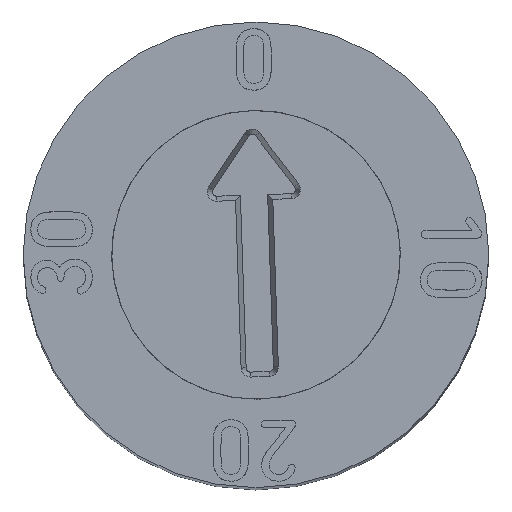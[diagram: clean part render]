
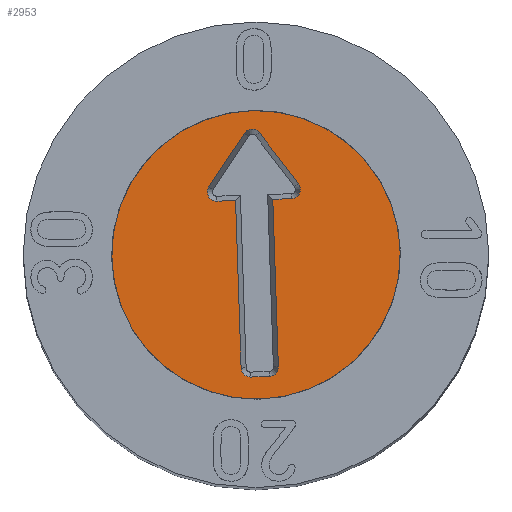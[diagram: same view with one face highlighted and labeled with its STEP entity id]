
A CAD part, top view. The second image highlights one B-rep face of the part: STEP entity #2953.
In plain terms, the highlighted planar face has unit normal (0, 0, 1).
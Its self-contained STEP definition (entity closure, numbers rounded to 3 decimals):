
#77=CIRCLE('',#3103,0.1);
#79=CIRCLE('',#3107,0.1);
#81=CIRCLE('',#3111,0.1);
#83=CIRCLE('',#3116,0.1);
#85=CIRCLE('',#3120,0.1);
#94=CIRCLE('',#3137,1.55);
#116=FACE_BOUND('',#501,.T.);
#154=PLANE('',#3138);
#318=FACE_OUTER_BOUND('',#500,.T.);
#500=EDGE_LOOP('',(#2657));
#501=EDGE_LOOP('',(#2658,#2659,#2660,#2661,#2662,#2663,#2664,#2665,#2666,
#2667,#2668,#2669));
#662=LINE('',#5836,#848);
#665=LINE('',#5842,#851);
#669=LINE('',#5854,#855);
#673=LINE('',#5866,#859);
#677=LINE('',#5878,#863);
#680=LINE('',#5884,#866);
#684=LINE('',#5896,#870);
#848=VECTOR('',#3427,10.);
#851=VECTOR('',#3432,10.);
#855=VECTOR('',#3444,10.);
#859=VECTOR('',#3456,10.);
#863=VECTOR('',#3468,10.);
#866=VECTOR('',#3473,10.);
#870=VECTOR('',#3485,10.);
#1341=VERTEX_POINT('',#5833);
#1342=VERTEX_POINT('',#5835);
#1344=VERTEX_POINT('',#5841);
#1346=VERTEX_POINT('',#5847);
#1348=VERTEX_POINT('',#5853);
#1350=VERTEX_POINT('',#5859);
#1352=VERTEX_POINT('',#5865);
#1354=VERTEX_POINT('',#5871);
#1356=VERTEX_POINT('',#5877);
#1358=VERTEX_POINT('',#5883);
#1360=VERTEX_POINT('',#5889);
#1362=VERTEX_POINT('',#5895);
#1370=VERTEX_POINT('',#5927);
#1758=EDGE_CURVE('',#1342,#1341,#662,.T.);
#1761=EDGE_CURVE('',#1344,#1342,#665,.T.);
#1764=EDGE_CURVE('',#1346,#1344,#77,.T.);
#1767=EDGE_CURVE('',#1348,#1346,#669,.T.);
#1770=EDGE_CURVE('',#1350,#1348,#79,.T.);
#1773=EDGE_CURVE('',#1352,#1350,#673,.T.);
#1776=EDGE_CURVE('',#1354,#1352,#81,.T.);
#1779=EDGE_CURVE('',#1356,#1354,#677,.T.);
#1782=EDGE_CURVE('',#1358,#1356,#680,.T.);
#1785=EDGE_CURVE('',#1360,#1358,#83,.T.);
#1788=EDGE_CURVE('',#1362,#1360,#684,.T.);
#1791=EDGE_CURVE('',#1341,#1362,#85,.T.);
#1803=EDGE_CURVE('',#1370,#1370,#94,.T.);
#2657=ORIENTED_EDGE('',*,*,#1803,.F.);
#2658=ORIENTED_EDGE('',*,*,#1758,.T.);
#2659=ORIENTED_EDGE('',*,*,#1791,.T.);
#2660=ORIENTED_EDGE('',*,*,#1788,.T.);
#2661=ORIENTED_EDGE('',*,*,#1785,.T.);
#2662=ORIENTED_EDGE('',*,*,#1782,.T.);
#2663=ORIENTED_EDGE('',*,*,#1779,.T.);
#2664=ORIENTED_EDGE('',*,*,#1776,.T.);
#2665=ORIENTED_EDGE('',*,*,#1773,.T.);
#2666=ORIENTED_EDGE('',*,*,#1770,.T.);
#2667=ORIENTED_EDGE('',*,*,#1767,.T.);
#2668=ORIENTED_EDGE('',*,*,#1764,.T.);
#2669=ORIENTED_EDGE('',*,*,#1761,.T.);
#2953=ADVANCED_FACE('',(#318,#116),#154,.F.);
#3103=AXIS2_PLACEMENT_3D('',#5848,#3438,#3439);
#3107=AXIS2_PLACEMENT_3D('',#5860,#3450,#3451);
#3111=AXIS2_PLACEMENT_3D('',#5872,#3462,#3463);
#3116=AXIS2_PLACEMENT_3D('',#5890,#3479,#3480);
#3120=AXIS2_PLACEMENT_3D('',#5900,#3491,#3492);
#3137=AXIS2_PLACEMENT_3D('',#5928,#3528,#3529);
#3138=AXIS2_PLACEMENT_3D('',#5930,#3531,#3532);
#3427=DIRECTION('',(0.,1.,0.));
#3432=DIRECTION('',(1.,0.,0.));
#3438=DIRECTION('center_axis',(0.,0.,-1.));
#3439=DIRECTION('ref_axis',(0.,1.,0.));
#3444=DIRECTION('',(-0.581,0.814,0.));
#3450=DIRECTION('center_axis',(0.,0.,-1.));
#3451=DIRECTION('ref_axis',(-0.814,-0.581,0.));
#3456=DIRECTION('',(-0.581,-0.814,0.));
#3462=DIRECTION('center_axis',(0.,0.,-1.));
#3463=DIRECTION('ref_axis',(0.814,-0.581,0.));
#3468=DIRECTION('',(1.,0.,0.));
#3473=DIRECTION('',(0.,-1.,0.));
#3479=DIRECTION('center_axis',(0.,0.,-1.));
#3480=DIRECTION('ref_axis',(1.,0.,0.));
#3485=DIRECTION('',(1.,0.,0.));
#3491=DIRECTION('center_axis',(0.,0.,-1.));
#3492=DIRECTION('ref_axis',(0.,1.,0.));
#3528=DIRECTION('center_axis',(0.,0.,-1.));
#3529=DIRECTION('ref_axis',(-1.,0.,0.));
#3531=DIRECTION('center_axis',(0.,0.,-1.));
#3532=DIRECTION('ref_axis',(-1.,0.,0.));
#5833=CARTESIAN_POINT('',(-0.2,1.21,2.));
#5835=CARTESIAN_POINT('',(-0.2,-0.59,2.));
#5836=CARTESIAN_POINT('',(-0.2,0.605,2.));
#5841=CARTESIAN_POINT('',(-0.4,-0.59,2.));
#5842=CARTESIAN_POINT('',(-0.1,-0.59,2.));
#5847=CARTESIAN_POINT('',(-0.481,-0.748,2.));
#5848=CARTESIAN_POINT('Origin',(-0.4,-0.69,2.));
#5853=CARTESIAN_POINT('',(-0.081,-1.308,2.));
#5854=CARTESIAN_POINT('',(-0.577,-0.614,2.));
#5859=CARTESIAN_POINT('',(0.081,-1.308,2.));
#5860=CARTESIAN_POINT('Origin',(0.,-1.25,2.));
#5865=CARTESIAN_POINT('',(0.481,-0.748,2.));
#5866=CARTESIAN_POINT('',(0.377,-0.894,2.));
#5871=CARTESIAN_POINT('',(0.4,-0.59,2.));
#5872=CARTESIAN_POINT('Origin',(0.4,-0.69,2.));
#5877=CARTESIAN_POINT('',(0.2,-0.59,2.));
#5878=CARTESIAN_POINT('',(0.2,-0.59,2.));
#5883=CARTESIAN_POINT('',(0.2,1.21,2.));
#5884=CARTESIAN_POINT('',(0.2,-0.295,2.));
#5889=CARTESIAN_POINT('',(0.1,1.31,2.));
#5890=CARTESIAN_POINT('Origin',(0.1,1.21,2.));
#5895=CARTESIAN_POINT('',(-0.1,1.31,2.));
#5896=CARTESIAN_POINT('',(0.05,1.31,2.));
#5900=CARTESIAN_POINT('Origin',(-0.1,1.21,2.));
#5927=CARTESIAN_POINT('',(1.55,0.,2.));
#5928=CARTESIAN_POINT('Origin',(0.,0.,2.));
#5930=CARTESIAN_POINT('Origin',(0.,0.,2.));
